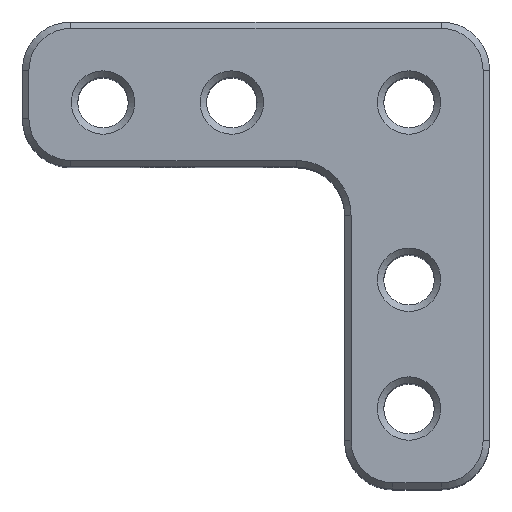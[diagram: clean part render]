
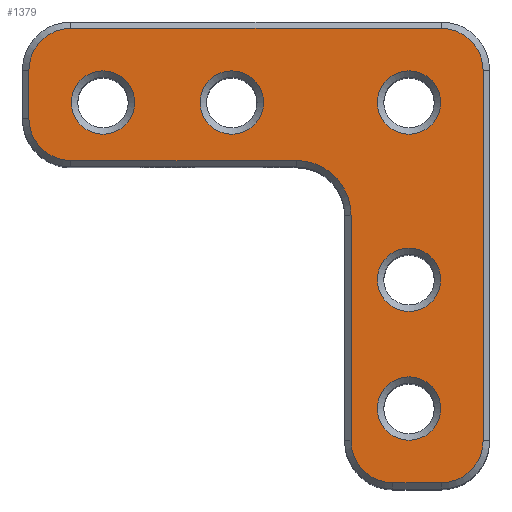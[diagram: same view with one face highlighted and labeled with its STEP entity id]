
A CAD part, top view. The second image highlights one B-rep face of the part: STEP entity #1379.
In plain terms, the highlighted planar face has unit normal (0, 0, 1).
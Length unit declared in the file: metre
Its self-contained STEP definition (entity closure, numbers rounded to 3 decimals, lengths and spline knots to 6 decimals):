
#149=LINE('',#2211,#215);
#150=LINE('',#2215,#216);
#151=LINE('',#2219,#217);
#152=LINE('',#2223,#218);
#153=LINE('',#2227,#219);
#154=LINE('',#2231,#220);
#215=VECTOR('',#1758,1.);
#216=VECTOR('',#1761,1.);
#217=VECTOR('',#1764,1.);
#218=VECTOR('',#1767,1.);
#219=VECTOR('',#1770,1.);
#220=VECTOR('',#1773,1.);
#305=ORIENTED_EDGE('',*,*,#669,.T.);
#306=ORIENTED_EDGE('',*,*,#670,.T.);
#307=ORIENTED_EDGE('',*,*,#671,.T.);
#308=ORIENTED_EDGE('',*,*,#672,.T.);
#309=ORIENTED_EDGE('',*,*,#673,.T.);
#310=ORIENTED_EDGE('',*,*,#674,.T.);
#311=ORIENTED_EDGE('',*,*,#675,.T.);
#312=ORIENTED_EDGE('',*,*,#676,.T.);
#313=ORIENTED_EDGE('',*,*,#677,.T.);
#314=ORIENTED_EDGE('',*,*,#678,.T.);
#315=ORIENTED_EDGE('',*,*,#679,.T.);
#316=ORIENTED_EDGE('',*,*,#680,.T.);
#317=ORIENTED_EDGE('',*,*,#681,.T.);
#318=ORIENTED_EDGE('',*,*,#682,.T.);
#319=ORIENTED_EDGE('',*,*,#683,.T.);
#320=ORIENTED_EDGE('',*,*,#684,.T.);
#321=ORIENTED_EDGE('',*,*,#685,.T.);
#669=EDGE_CURVE('',#851,#852,#949,.T.);
#670=EDGE_CURVE('',#852,#853,#149,.T.);
#671=EDGE_CURVE('',#853,#854,#950,.F.);
#672=EDGE_CURVE('',#854,#855,#150,.T.);
#673=EDGE_CURVE('',#855,#856,#951,.T.);
#674=EDGE_CURVE('',#856,#857,#151,.T.);
#675=EDGE_CURVE('',#857,#858,#952,.T.);
#676=EDGE_CURVE('',#858,#859,#152,.T.);
#677=EDGE_CURVE('',#859,#860,#953,.T.);
#678=EDGE_CURVE('',#860,#861,#153,.T.);
#679=EDGE_CURVE('',#861,#862,#954,.T.);
#680=EDGE_CURVE('',#862,#851,#154,.T.);
#681=EDGE_CURVE('',#863,#863,#955,.F.);
#682=EDGE_CURVE('',#864,#864,#956,.F.);
#683=EDGE_CURVE('',#865,#865,#957,.F.);
#684=EDGE_CURVE('',#866,#866,#958,.F.);
#685=EDGE_CURVE('',#867,#867,#959,.F.);
#851=VERTEX_POINT('',#2209);
#852=VERTEX_POINT('',#2210);
#853=VERTEX_POINT('',#2212);
#854=VERTEX_POINT('',#2214);
#855=VERTEX_POINT('',#2216);
#856=VERTEX_POINT('',#2218);
#857=VERTEX_POINT('',#2220);
#858=VERTEX_POINT('',#2222);
#859=VERTEX_POINT('',#2224);
#860=VERTEX_POINT('',#2226);
#861=VERTEX_POINT('',#2228);
#862=VERTEX_POINT('',#2230);
#863=VERTEX_POINT('',#2233);
#864=VERTEX_POINT('',#2235);
#865=VERTEX_POINT('',#2237);
#866=VERTEX_POINT('',#2239);
#867=VERTEX_POINT('',#2241);
#949=CIRCLE('',#1512,0.004128);
#950=CIRCLE('',#1513,0.005398);
#951=CIRCLE('',#1514,0.004128);
#952=CIRCLE('',#1515,0.004128);
#953=CIRCLE('',#1516,0.004128);
#954=CIRCLE('',#1517,0.004128);
#955=CIRCLE('',#1518,0.003124);
#956=CIRCLE('',#1519,0.003124);
#957=CIRCLE('',#1520,0.003124);
#958=CIRCLE('',#1521,0.003124);
#959=CIRCLE('',#1522,0.003124);
#1041=EDGE_LOOP('',(#305,#306,#307,#308,#309,#310,#311,#312,#313,#314,#315,
#316));
#1042=EDGE_LOOP('',(#317));
#1043=EDGE_LOOP('',(#318));
#1044=EDGE_LOOP('',(#319));
#1045=EDGE_LOOP('',(#320));
#1046=EDGE_LOOP('',(#321));
#1209=FACE_BOUND('',#1041,.T.);
#1210=FACE_BOUND('',#1042,.T.);
#1211=FACE_BOUND('',#1043,.T.);
#1212=FACE_BOUND('',#1044,.T.);
#1213=FACE_BOUND('',#1045,.T.);
#1214=FACE_BOUND('',#1046,.T.);
#1359=PLANE('',#1511);
#1379=ADVANCED_FACE('',(#1209,#1210,#1211,#1212,#1213,#1214),#1359,.T.);
#1511=AXIS2_PLACEMENT_3D('',#2207,#1754,#1755);
#1512=AXIS2_PLACEMENT_3D('',#2208,#1756,#1757);
#1513=AXIS2_PLACEMENT_3D('',#2213,#1759,#1760);
#1514=AXIS2_PLACEMENT_3D('',#2217,#1762,#1763);
#1515=AXIS2_PLACEMENT_3D('',#2221,#1765,#1766);
#1516=AXIS2_PLACEMENT_3D('',#2225,#1768,#1769);
#1517=AXIS2_PLACEMENT_3D('',#2229,#1771,#1772);
#1518=AXIS2_PLACEMENT_3D('',#2232,#1774,#1775);
#1519=AXIS2_PLACEMENT_3D('',#2234,#1776,#1777);
#1520=AXIS2_PLACEMENT_3D('',#2236,#1778,#1779);
#1521=AXIS2_PLACEMENT_3D('',#2238,#1780,#1781);
#1522=AXIS2_PLACEMENT_3D('',#2240,#1782,#1783);
#1754=DIRECTION('',(0.,0.,1.));
#1755=DIRECTION('',(1.,0.,0.));
#1756=DIRECTION('',(0.,0.,1.));
#1757=DIRECTION('',(1.,0.,0.));
#1758=DIRECTION('',(1.,0.,0.));
#1759=DIRECTION('',(0.,0.,1.));
#1760=DIRECTION('',(1.,0.,0.));
#1761=DIRECTION('',(0.,-1.,0.));
#1762=DIRECTION('',(0.,0.,1.));
#1763=DIRECTION('',(1.,0.,0.));
#1764=DIRECTION('',(1.,0.,0.));
#1765=DIRECTION('',(0.,0.,1.));
#1766=DIRECTION('',(1.,0.,0.));
#1767=DIRECTION('',(0.,1.,0.));
#1768=DIRECTION('',(0.,0.,1.));
#1769=DIRECTION('',(1.,0.,0.));
#1770=DIRECTION('',(-1.,0.,0.));
#1771=DIRECTION('',(0.,0.,1.));
#1772=DIRECTION('',(1.,0.,0.));
#1773=DIRECTION('',(0.,-1.,0.));
#1774=DIRECTION('',(0.,0.,1.));
#1775=DIRECTION('',(1.,0.,0.));
#1776=DIRECTION('',(0.,0.,1.));
#1777=DIRECTION('',(1.,0.,0.));
#1778=DIRECTION('',(0.,0.,1.));
#1779=DIRECTION('',(1.,0.,0.));
#1780=DIRECTION('',(0.,0.,1.));
#1781=DIRECTION('',(1.,0.,0.));
#1782=DIRECTION('',(0.,0.,1.));
#1783=DIRECTION('',(1.,0.,0.));
#2207=CARTESIAN_POINT('',(-0.008731,-0.008731,0.0508));
#2208=CARTESIAN_POINT('',(-0.026988,0.004763,0.0508));
#2209=CARTESIAN_POINT('',(-0.031115,0.004763,0.0508));
#2210=CARTESIAN_POINT('',(-0.026988,0.000635,0.0508));
#2211=CARTESIAN_POINT('',(-0.004763,0.000635,0.0508));
#2212=CARTESIAN_POINT('',(-0.004763,0.000635,0.0508));
#2213=CARTESIAN_POINT('',(-0.004763,-0.004763,0.0508));
#2214=CARTESIAN_POINT('',(0.000635,-0.004763,0.0508));
#2215=CARTESIAN_POINT('',(0.000635,-0.026988,0.0508));
#2216=CARTESIAN_POINT('',(0.000635,-0.026988,0.0508));
#2217=CARTESIAN_POINT('',(0.004763,-0.026988,0.0508));
#2218=CARTESIAN_POINT('',(0.004763,-0.031115,0.0508));
#2219=CARTESIAN_POINT('',(0.009525,-0.031115,0.0508));
#2220=CARTESIAN_POINT('',(0.009525,-0.031115,0.0508));
#2221=CARTESIAN_POINT('',(0.009525,-0.026988,0.0508));
#2222=CARTESIAN_POINT('',(0.013653,-0.026988,0.0508));
#2223=CARTESIAN_POINT('',(0.013653,0.009525,0.0508));
#2224=CARTESIAN_POINT('',(0.013653,0.009525,0.0508));
#2225=CARTESIAN_POINT('',(0.009525,0.009525,0.0508));
#2226=CARTESIAN_POINT('',(0.009525,0.013653,0.0508));
#2227=CARTESIAN_POINT('',(-0.026988,0.013653,0.0508));
#2228=CARTESIAN_POINT('',(-0.026988,0.013653,0.0508));
#2229=CARTESIAN_POINT('',(-0.026988,0.009525,0.0508));
#2230=CARTESIAN_POINT('',(-0.031115,0.009525,0.0508));
#2231=CARTESIAN_POINT('',(-0.031115,0.004763,0.0508));
#2232=CARTESIAN_POINT('',(0.00635,-0.011113,0.0508));
#2233=CARTESIAN_POINT('',(0.009474,-0.011113,0.0508));
#2234=CARTESIAN_POINT('',(-0.011113,0.00635,0.0508));
#2235=CARTESIAN_POINT('',(-0.007988,0.00635,0.0508));
#2236=CARTESIAN_POINT('',(0.00635,-0.023813,0.0508));
#2237=CARTESIAN_POINT('',(0.009474,-0.023813,0.0508));
#2238=CARTESIAN_POINT('',(0.00635,0.00635,0.0508));
#2239=CARTESIAN_POINT('',(0.009474,0.00635,0.0508));
#2240=CARTESIAN_POINT('',(-0.023813,0.00635,0.0508));
#2241=CARTESIAN_POINT('',(-0.020688,0.00635,0.0508));
